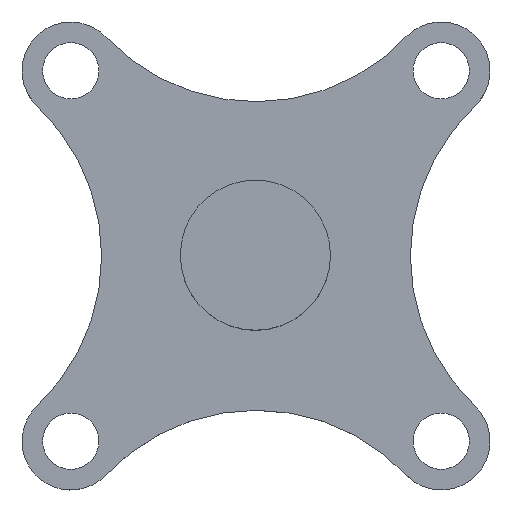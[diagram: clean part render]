
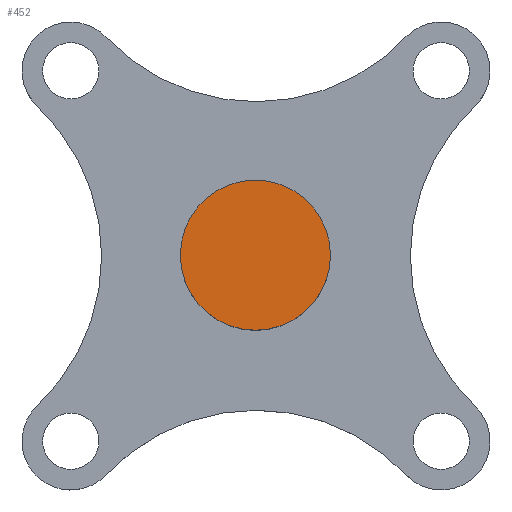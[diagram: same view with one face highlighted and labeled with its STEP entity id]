
A CAD part, top view. The second image highlights one B-rep face of the part: STEP entity #452.
In plain terms, the highlighted planar face has unit normal (0, 0, 1).
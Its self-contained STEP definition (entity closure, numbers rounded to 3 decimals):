
#16 = DIRECTION ( 'NONE',  ( 0., 0., 1. ) ) ;
#36 = CARTESIAN_POINT ( 'NONE',  ( 0., 20., 15. ) ) ;
#70 = DIRECTION ( 'NONE',  ( 0., -1., 0. ) ) ;
#123 = CARTESIAN_POINT ( 'NONE',  ( 0., 0., 15. ) ) ;
#124 = DIRECTION ( 'NONE',  ( 0., 0., 1. ) ) ;
#134 = ORIENTED_EDGE ( 'NONE', *, *, #854, .T. ) ;
#138 = AXIS2_PLACEMENT_3D ( 'NONE', #663, #16, #584 ) ;
#290 = ORIENTED_EDGE ( 'NONE', *, *, #942, .T. ) ;
#363 = VERTEX_POINT ( 'NONE', #470 ) ;
#395 = AXIS2_PLACEMENT_3D ( 'NONE', #123, #845, #694 ) ;
#452 = ADVANCED_FACE ( 'NONE', ( #846 ), #538, .T. ) ;
#470 = CARTESIAN_POINT ( 'NONE',  ( 0., -20., 15. ) ) ;
#538 = PLANE ( 'NONE',  #868 ) ;
#584 = DIRECTION ( 'NONE',  ( 0., -1., 0. ) ) ;
#585 = CIRCLE ( 'NONE', #138, 20. ) ;
#663 = CARTESIAN_POINT ( 'NONE',  ( 0., 0., 15. ) ) ;
#694 = DIRECTION ( 'NONE',  ( 0., -1., 0. ) ) ;
#699 = CARTESIAN_POINT ( 'NONE',  ( 0., 0., 15. ) ) ;
#817 = CIRCLE ( 'NONE', #395, 20. ) ;
#822 = EDGE_LOOP ( 'NONE', ( #134, #290 ) ) ;
#845 = DIRECTION ( 'NONE',  ( 0., 0., 1. ) ) ;
#846 = FACE_OUTER_BOUND ( 'NONE', #822, .T. ) ;
#854 = EDGE_CURVE ( 'NONE', #904, #363, #585, .T. ) ;
#868 = AXIS2_PLACEMENT_3D ( 'NONE', #699, #124, #70 ) ;
#904 = VERTEX_POINT ( 'NONE', #36 ) ;
#942 = EDGE_CURVE ( 'NONE', #363, #904, #817, .T. ) ;
